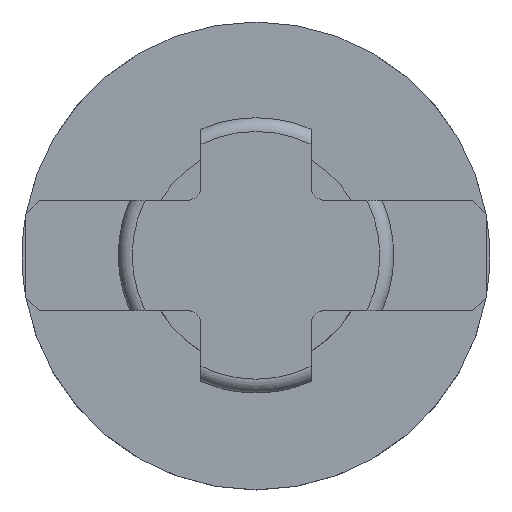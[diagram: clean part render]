
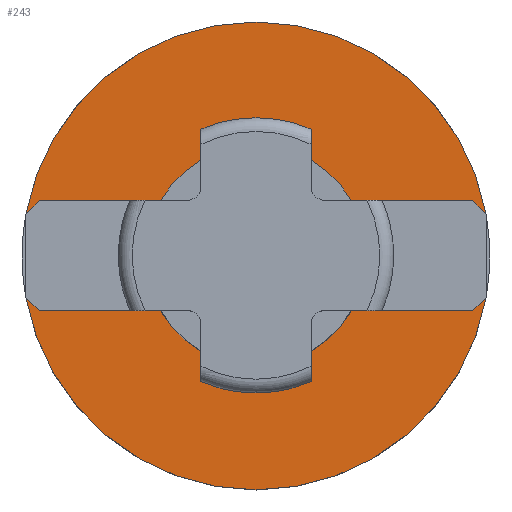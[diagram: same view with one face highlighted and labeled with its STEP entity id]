
A CAD part, top view. The second image highlights one B-rep face of the part: STEP entity #243.
In plain terms, the highlighted planar face has unit normal (0, 0, 1).
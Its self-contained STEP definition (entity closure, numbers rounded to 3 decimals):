
#162=FACE_BOUND('',#397,.T.);
#163=FACE_BOUND('',#398,.T.);
#186=PLANE('',#1467);
#243=ADVANCED_FACE('',(#162,#163),#186,.T.);
#397=EDGE_LOOP('',(#651));
#398=EDGE_LOOP('',(#652,#653,#654,#655,#656,#657,#658,#659,#660,#661,#662,
#663,#664,#665,#666,#667));
#475=CIRCLE('',#1456,17.);
#479=CIRCLE('',#1460,17.);
#483=CIRCLE('',#1466,8.);
#651=ORIENTED_EDGE('',*,*,#1074,.T.);
#652=ORIENTED_EDGE('',*,*,#1075,.T.);
#653=ORIENTED_EDGE('',*,*,#1076,.T.);
#654=ORIENTED_EDGE('',*,*,#1057,.F.);
#655=ORIENTED_EDGE('',*,*,#1077,.F.);
#656=ORIENTED_EDGE('',*,*,#1078,.F.);
#657=ORIENTED_EDGE('',*,*,#1079,.F.);
#658=ORIENTED_EDGE('',*,*,#1080,.F.);
#659=ORIENTED_EDGE('',*,*,#1081,.F.);
#660=ORIENTED_EDGE('',*,*,#1082,.F.);
#661=ORIENTED_EDGE('',*,*,#1083,.F.);
#662=ORIENTED_EDGE('',*,*,#1065,.F.);
#663=ORIENTED_EDGE('',*,*,#1084,.T.);
#664=ORIENTED_EDGE('',*,*,#1085,.T.);
#665=ORIENTED_EDGE('',*,*,#1086,.T.);
#666=ORIENTED_EDGE('',*,*,#1087,.T.);
#667=ORIENTED_EDGE('',*,*,#1088,.T.);
#915=VERTEX_POINT('',#2167);
#916=VERTEX_POINT('',#2168);
#923=VERTEX_POINT('',#2182);
#924=VERTEX_POINT('',#2184);
#931=VERTEX_POINT('',#2202);
#932=VERTEX_POINT('',#2204);
#933=VERTEX_POINT('',#2205);
#934=VERTEX_POINT('',#2208);
#935=VERTEX_POINT('',#2210);
#936=VERTEX_POINT('',#2212);
#937=VERTEX_POINT('',#2214);
#938=VERTEX_POINT('',#2216);
#939=VERTEX_POINT('',#2218);
#940=VERTEX_POINT('',#2221);
#941=VERTEX_POINT('',#2223);
#942=VERTEX_POINT('',#2225);
#943=VERTEX_POINT('',#2227);
#1057=EDGE_CURVE('',#915,#916,#475,.T.);
#1065=EDGE_CURVE('',#923,#924,#479,.T.);
#1074=EDGE_CURVE('',#931,#931,#483,.T.);
#1075=EDGE_CURVE('',#932,#933,#1216,.T.);
#1076=EDGE_CURVE('',#933,#916,#1217,.T.);
#1077=EDGE_CURVE('',#934,#915,#1218,.T.);
#1078=EDGE_CURVE('',#935,#934,#1219,.T.);
#1079=EDGE_CURVE('',#936,#935,#1220,.T.);
#1080=EDGE_CURVE('',#937,#936,#1221,.T.);
#1081=EDGE_CURVE('',#938,#937,#1222,.T.);
#1082=EDGE_CURVE('',#939,#938,#1223,.T.);
#1083=EDGE_CURVE('',#924,#939,#1224,.T.);
#1084=EDGE_CURVE('',#923,#940,#1225,.T.);
#1085=EDGE_CURVE('',#940,#941,#1226,.T.);
#1086=EDGE_CURVE('',#941,#942,#1227,.T.);
#1087=EDGE_CURVE('',#942,#943,#1228,.T.);
#1088=EDGE_CURVE('',#943,#932,#1229,.T.);
#1216=LINE('',#2203,#1332);
#1217=LINE('',#2206,#1333);
#1218=LINE('',#2207,#1334);
#1219=LINE('',#2209,#1335);
#1220=LINE('',#2211,#1336);
#1221=LINE('',#2213,#1337);
#1222=LINE('',#2215,#1338);
#1223=LINE('',#2217,#1339);
#1224=LINE('',#2219,#1340);
#1225=LINE('',#2220,#1341);
#1226=LINE('',#2222,#1342);
#1227=LINE('',#2224,#1343);
#1228=LINE('',#2226,#1344);
#1229=LINE('',#2228,#1345);
#1332=VECTOR('',#1698,1.);
#1333=VECTOR('',#1699,1.);
#1334=VECTOR('',#1700,1.);
#1335=VECTOR('',#1701,1.);
#1336=VECTOR('',#1702,1.);
#1337=VECTOR('',#1703,1.);
#1338=VECTOR('',#1704,1.);
#1339=VECTOR('',#1705,1.);
#1340=VECTOR('',#1706,1.);
#1341=VECTOR('',#1707,1.);
#1342=VECTOR('',#1708,1.);
#1343=VECTOR('',#1709,1.);
#1344=VECTOR('',#1710,1.);
#1345=VECTOR('',#1711,1.);
#1456=AXIS2_PLACEMENT_3D('',#2166,#1667,#1668);
#1460=AXIS2_PLACEMENT_3D('',#2183,#1679,#1680);
#1466=AXIS2_PLACEMENT_3D('',#2201,#1696,#1697);
#1467=AXIS2_PLACEMENT_3D('',#2229,#1712,#1713);
#1667=DIRECTION('',(0.,0.,-1.));
#1668=DIRECTION('',(-1.,0.,0.));
#1679=DIRECTION('',(0.,0.,-1.));
#1680=DIRECTION('',(-1.,0.,0.));
#1696=DIRECTION('',(0.,0.,-1.));
#1697=DIRECTION('',(1.,0.,0.));
#1698=DIRECTION('',(-1.,0.,0.));
#1699=DIRECTION('',(-0.707,0.707,0.));
#1700=DIRECTION('',(0.707,0.707,0.));
#1701=DIRECTION('',(1.,0.,0.));
#1702=DIRECTION('',(0.707,-0.707,0.));
#1703=DIRECTION('',(0.,-1.,0.));
#1704=DIRECTION('',(-0.707,-0.707,0.));
#1705=DIRECTION('',(-1.,0.,0.));
#1706=DIRECTION('',(-0.707,0.707,0.));
#1707=DIRECTION('',(0.707,0.707,0.));
#1708=DIRECTION('',(1.,0.,0.));
#1709=DIRECTION('',(0.707,-0.707,0.));
#1710=DIRECTION('',(0.,-1.,0.));
#1711=DIRECTION('',(-0.707,-0.707,0.));
#1712=DIRECTION('',(0.,0.,1.));
#1713=DIRECTION('',(-1.,0.,0.));
#2166=CARTESIAN_POINT('',(0.,0.,13.));
#2167=CARTESIAN_POINT('',(16.73,-3.02,13.));
#2168=CARTESIAN_POINT('',(-16.73,-3.02,13.));
#2182=CARTESIAN_POINT('',(-16.73,3.02,13.));
#2183=CARTESIAN_POINT('',(0.,0.,13.));
#2184=CARTESIAN_POINT('',(16.73,3.02,13.));
#2201=CARTESIAN_POINT('',(0.,0.,13.));
#2202=CARTESIAN_POINT('',(8.,0.,13.));
#2203=CARTESIAN_POINT('',(0.,-4.,13.));
#2204=CARTESIAN_POINT('',(-9.25,-4.,13.));
#2205=CARTESIAN_POINT('',(-15.75,-4.,13.));
#2206=CARTESIAN_POINT('',(-18.275,-1.475,13.));
#2207=CARTESIAN_POINT('',(18.275,-1.475,13.));
#2208=CARTESIAN_POINT('',(15.75,-4.,13.));
#2209=CARTESIAN_POINT('',(0.,-4.,13.));
#2210=CARTESIAN_POINT('',(9.25,-4.,13.));
#2211=CARTESIAN_POINT('',(-5.775,11.025,13.));
#2212=CARTESIAN_POINT('',(8.25,-3.,13.));
#2213=CARTESIAN_POINT('',(8.25,16.8,13.));
#2214=CARTESIAN_POINT('',(8.25,3.,13.));
#2215=CARTESIAN_POINT('',(11.025,5.775,13.));
#2216=CARTESIAN_POINT('',(9.25,4.,13.));
#2217=CARTESIAN_POINT('',(0.,4.,13.));
#2218=CARTESIAN_POINT('',(15.75,4.,13.));
#2219=CARTESIAN_POINT('',(1.475,18.275,13.));
#2220=CARTESIAN_POINT('',(-1.475,18.275,13.));
#2221=CARTESIAN_POINT('',(-15.75,4.,13.));
#2222=CARTESIAN_POINT('',(0.,4.,13.));
#2223=CARTESIAN_POINT('',(-9.25,4.,13.));
#2224=CARTESIAN_POINT('',(-11.025,5.775,13.));
#2225=CARTESIAN_POINT('',(-8.25,3.,13.));
#2226=CARTESIAN_POINT('',(-8.25,16.8,13.));
#2227=CARTESIAN_POINT('',(-8.25,-3.,13.));
#2228=CARTESIAN_POINT('',(5.775,11.025,13.));
#2229=CARTESIAN_POINT('',(0.,16.8,13.));
